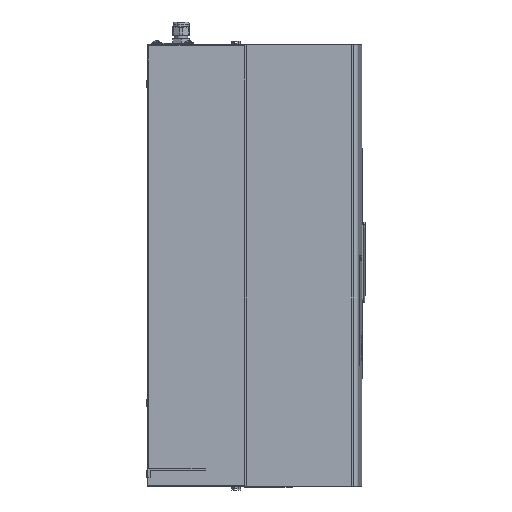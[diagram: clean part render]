
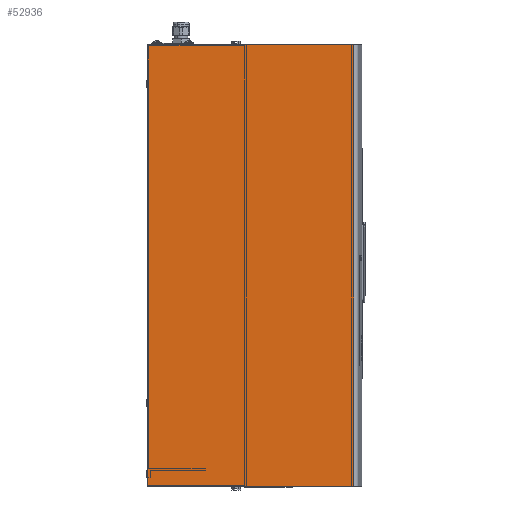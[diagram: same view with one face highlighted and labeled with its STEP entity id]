
A CAD part, front view. The second image highlights one B-rep face of the part: STEP entity #52936.
In plain terms, the highlighted planar face has unit normal (0, -1, 0).
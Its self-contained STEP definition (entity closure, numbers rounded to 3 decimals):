
#48181=CARTESIAN_POINT('Vertex',(-275.256,-28.121,-573.468)) ;
#48184=CARTESIAN_POINT('Line Origine',(-275.256,-28.121,-324.468)) ;
#48188=CARTESIAN_POINT('Vertex',(-275.256,-28.121,-75.468)) ;
#49105=CARTESIAN_POINT('Line Origine',(-164.256,-28.121,-573.218)) ;
#49109=CARTESIAN_POINT('Vertex',(-164.256,-28.121,-573.468)) ;
#49111=CARTESIAN_POINT('Vertex',(-164.256,-28.121,-572.968)) ;
#52861=CARTESIAN_POINT('Line Origine',(-219.756,-28.121,-573.468)) ;
#52904=CARTESIAN_POINT('Axis2P3D Location',(-275.256,-28.121,-573.468)) ;
#52909=CARTESIAN_POINT('Line Origine',(-103.639,-28.121,-572.968)) ;
#52913=CARTESIAN_POINT('Vertex',(-43.023,-28.121,-572.968)) ;
#52916=CARTESIAN_POINT('Line Origine',(-43.023,-28.121,-324.218)) ;
#52920=CARTESIAN_POINT('Vertex',(-43.023,-28.121,-75.468)) ;
#52923=CARTESIAN_POINT('Line Origine',(-159.139,-28.121,-75.468)) ;
#48186=VECTOR('Line Direction',#48185,1.) ;
#49107=VECTOR('Line Direction',#49106,1.) ;
#52863=VECTOR('Line Direction',#52862,1.) ;
#52911=VECTOR('Line Direction',#52910,1.) ;
#52918=VECTOR('Line Direction',#52917,1.) ;
#52925=VECTOR('Line Direction',#52924,1.) ;
#48185=DIRECTION('Vector Direction',(0.,0.,1.)) ;
#49106=DIRECTION('Vector Direction',(0.,0.,1.)) ;
#52862=DIRECTION('Vector Direction',(-1.,0.,0.)) ;
#52905=DIRECTION('Axis2P3D Direction',(0.,-1.,0.)) ;
#52906=DIRECTION('Axis2P3D XDirection',(1.,0.,0.)) ;
#52910=DIRECTION('Vector Direction',(1.,0.,0.)) ;
#52917=DIRECTION('Vector Direction',(0.,0.,1.)) ;
#52924=DIRECTION('Vector Direction',(-1.,0.,0.)) ;
#52907=AXIS2_PLACEMENT_3D('Plane Axis2P3D',#52904,#52905,#52906) ;
#48187=LINE('Line',#48184,#48186) ;
#49108=LINE('Line',#49105,#49107) ;
#52864=LINE('Line',#52861,#52863) ;
#52912=LINE('Line',#52909,#52911) ;
#52919=LINE('Line',#52916,#52918) ;
#52926=LINE('Line',#52923,#52925) ;
#52908=PLANE('',#52907) ;
#48190=EDGE_CURVE('',#48182,#48189,#48187,.T.) ;
#49113=EDGE_CURVE('',#49110,#49112,#49108,.T.) ;
#52865=EDGE_CURVE('',#49110,#48182,#52864,.T.) ;
#52915=EDGE_CURVE('',#49112,#52914,#52912,.T.) ;
#52922=EDGE_CURVE('',#52914,#52921,#52919,.T.) ;
#52927=EDGE_CURVE('',#52921,#48189,#52926,.T.) ;
#52929=ORIENTED_EDGE('',*,*,#52865,.F.) ;
#52930=ORIENTED_EDGE('',*,*,#49113,.T.) ;
#52931=ORIENTED_EDGE('',*,*,#52915,.T.) ;
#52932=ORIENTED_EDGE('',*,*,#52922,.T.) ;
#52933=ORIENTED_EDGE('',*,*,#52927,.T.) ;
#52934=ORIENTED_EDGE('',*,*,#48190,.F.) ;
#52928=EDGE_LOOP('',(#52929,#52930,#52931,#52932,#52933,#52934)) ;
#48182=VERTEX_POINT('',#48181) ;
#48189=VERTEX_POINT('',#48188) ;
#49110=VERTEX_POINT('',#49109) ;
#49112=VERTEX_POINT('',#49111) ;
#52914=VERTEX_POINT('',#52913) ;
#52921=VERTEX_POINT('',#52920) ;
#52936=ADVANCED_FACE('PartBody',(#52935),#52908,.T.) ;
#52935=FACE_OUTER_BOUND('',#52928,.T.) ;
